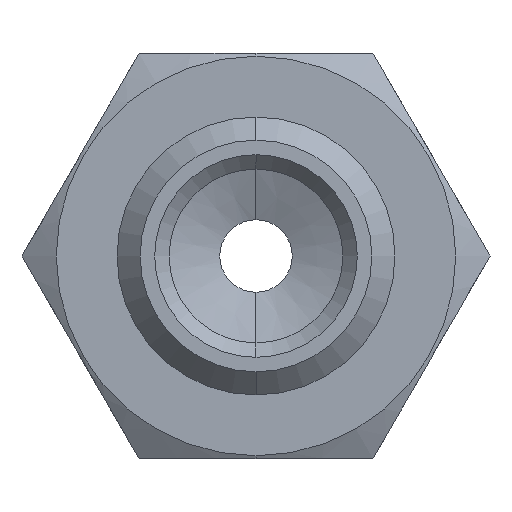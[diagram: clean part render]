
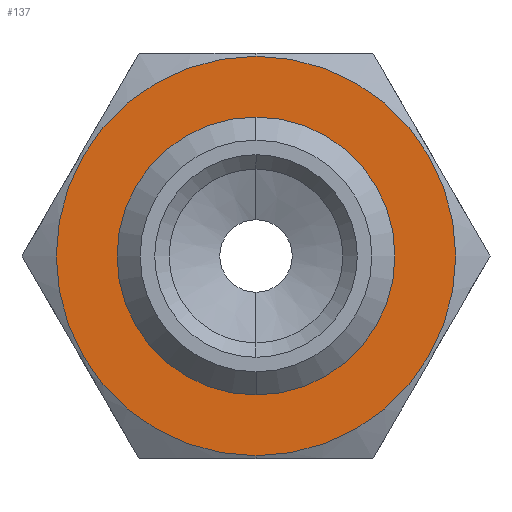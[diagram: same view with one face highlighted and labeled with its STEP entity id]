
A CAD part, front view. The second image highlights one B-rep face of the part: STEP entity #137.
In plain terms, the highlighted planar face has unit normal (0, -1, 0).
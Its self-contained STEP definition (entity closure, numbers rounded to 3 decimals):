
#7 = DIRECTION ( 'NONE',  ( 0., 0., -1. ) ) ;
#37 = VERTEX_POINT ( 'NONE', #368 ) ;
#44 = VERTEX_POINT ( 'NONE', #354 ) ;
#50 = EDGE_CURVE ( 'NONE', #37, #44, #345, .T. ) ;
#68 = VERTEX_POINT ( 'NONE', #453 ) ;
#69 = EDGE_CURVE ( 'NONE', #70, #68, #495, .T. ) ;
#70 = VERTEX_POINT ( 'NONE', #490 ) ;
#134 = EDGE_CURVE ( 'NONE', #44, #37, #568, .T. ) ;
#137 = ADVANCED_FACE ( 'NONE', ( #560, #559 ), #558, .T. ) ;
#138 = EDGE_LOOP ( 'NONE', ( #139, #141 ) ) ;
#139 = ORIENTED_EDGE ( 'NONE', *, *, #140, .T. ) ;
#140 = EDGE_CURVE ( 'NONE', #68, #70, #552, .T. ) ;
#141 = ORIENTED_EDGE ( 'NONE', *, *, #69, .T. ) ;
#142 = EDGE_LOOP ( 'NONE', ( #186, #187 ) ) ;
#186 = ORIENTED_EDGE ( 'NONE', *, *, #50, .F. ) ;
#187 = ORIENTED_EDGE ( 'NONE', *, *, #134, .F. ) ;
#345 = CIRCLE ( 'NONE', #549, 4.8 ) ;
#354 = CARTESIAN_POINT ( 'NONE',  ( 0., 6., 4.8 ) ) ;
#368 = CARTESIAN_POINT ( 'NONE',  ( 0., 6., -4.8 ) ) ;
#453 = CARTESIAN_POINT ( 'NONE',  ( 0., 6., 6.9 ) ) ;
#490 = CARTESIAN_POINT ( 'NONE',  ( 0., 6., -6.9 ) ) ;
#491 = DIRECTION ( 'NONE',  ( 0., 0., -1. ) ) ;
#492 = DIRECTION ( 'NONE',  ( 0., -1., 0. ) ) ;
#493 = CARTESIAN_POINT ( 'NONE',  ( 0., 6., 0. ) ) ;
#494 = AXIS2_PLACEMENT_3D ( 'NONE', #493, #492, #491 ) ;
#495 = CIRCLE ( 'NONE', #494, 6.9 ) ;
#546 = DIRECTION ( 'NONE',  ( 0., 0., -1. ) ) ;
#547 = DIRECTION ( 'NONE',  ( 0., -1., 0. ) ) ;
#548 = CARTESIAN_POINT ( 'NONE',  ( 0., 6., 0. ) ) ;
#549 = AXIS2_PLACEMENT_3D ( 'NONE', #548, #547, #546 ) ;
#550 = DIRECTION ( 'NONE',  ( 0., -1., 0. ) ) ;
#551 = AXIS2_PLACEMENT_3D ( 'NONE', #556, #550, #7 ) ;
#552 = CIRCLE ( 'NONE', #551, 6.9 ) ;
#553 = DIRECTION ( 'NONE',  ( 0., 0., -1. ) ) ;
#554 = DIRECTION ( 'NONE',  ( 0., -1., 0. ) ) ;
#555 = CARTESIAN_POINT ( 'NONE',  ( 6.9, 6., 0. ) ) ;
#556 = CARTESIAN_POINT ( 'NONE',  ( 0., 6., 0. ) ) ;
#557 = AXIS2_PLACEMENT_3D ( 'NONE', #555, #554, #553 ) ;
#558 = PLANE ( 'NONE',  #557 ) ;
#559 = FACE_BOUND ( 'NONE', #142, .T. ) ;
#560 = FACE_OUTER_BOUND ( 'NONE', #138, .T. ) ;
#561 = DIRECTION ( 'NONE',  ( 0., 0., -1. ) ) ;
#562 = DIRECTION ( 'NONE',  ( 0., -1., 0. ) ) ;
#563 = CARTESIAN_POINT ( 'NONE',  ( 0., 6., 0. ) ) ;
#564 = AXIS2_PLACEMENT_3D ( 'NONE', #563, #562, #561 ) ;
#568 = CIRCLE ( 'NONE', #564, 4.8 ) ;
